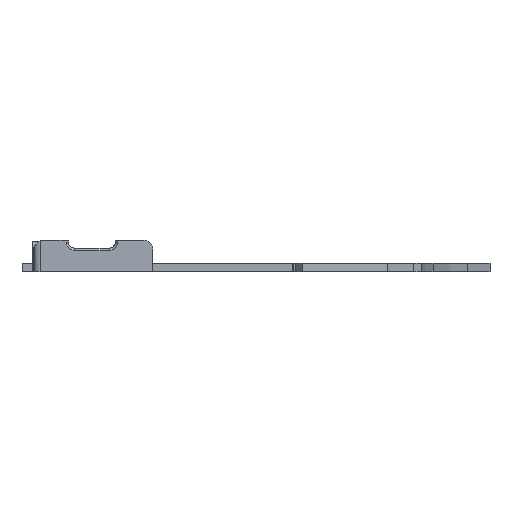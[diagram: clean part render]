
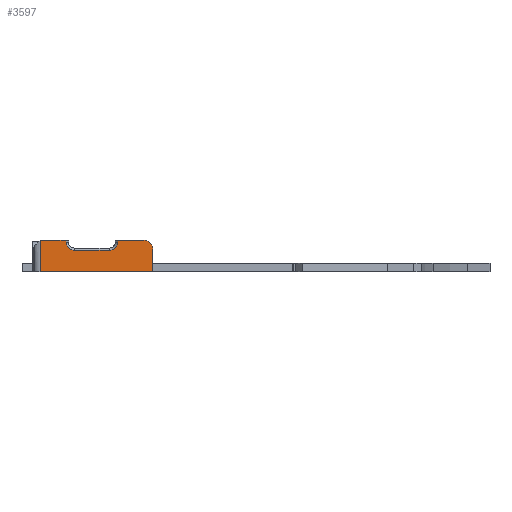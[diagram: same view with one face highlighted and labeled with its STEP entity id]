
A CAD part, left-side view. The second image highlights one B-rep face of the part: STEP entity #3597.
In plain terms, the highlighted planar face has unit normal (-1, 0, 0).
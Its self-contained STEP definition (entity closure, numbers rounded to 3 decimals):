
#840 = CARTESIAN_POINT ( 'NONE',  ( 28.638, -63.1, 2.11 ) ) ;
#854 = EDGE_CURVE ( 'NONE', #1626, #12684, #17527, .T. ) ;
#1123 = EDGE_CURVE ( 'NONE', #33330, #20351, #31675, .T. ) ;
#1175 = CARTESIAN_POINT ( 'NONE',  ( 28.638, -49.155, 4.117 ) ) ;
#1536 = AXIS2_PLACEMENT_3D ( 'NONE', #17173, #9569, #25299 ) ;
#1626 = VERTEX_POINT ( 'NONE', #840 ) ;
#2444 = DIRECTION ( 'NONE',  ( 0., 0., -1. ) ) ;
#2544 = CARTESIAN_POINT ( 'NONE',  ( 28.638, -49.155, 4.195 ) ) ;
#2548 = ORIENTED_EDGE ( 'NONE', *, *, #1123, .F. ) ;
#2570 = VECTOR ( 'NONE', #32810, 1000. ) ;
#2909 = ORIENTED_EDGE ( 'NONE', *, *, #5554, .T. ) ;
#3428 = ORIENTED_EDGE ( 'NONE', *, *, #24232, .F. ) ;
#3592 = DIRECTION ( 'NONE',  ( 0., 1., 0. ) ) ;
#3597 = ADVANCED_FACE ( 'NONE', ( #5727 ), #24213, .T. ) ;
#3788 = ORIENTED_EDGE ( 'NONE', *, *, #31005, .T. ) ;
#4193 = VERTEX_POINT ( 'NONE', #26501 ) ;
#4403 = LINE ( 'NONE', #9765, #21125 ) ;
#4647 = ORIENTED_EDGE ( 'NONE', *, *, #18988, .F. ) ;
#5361 = EDGE_CURVE ( 'NONE', #4193, #25897, #8910, .T. ) ;
#5554 = EDGE_CURVE ( 'NONE', #26216, #7455, #4403, .T. ) ;
#5727 = FACE_OUTER_BOUND ( 'NONE', #21590, .T. ) ;
#5745 = VECTOR ( 'NONE', #30984, 1000. ) ;
#5908 = DIRECTION ( 'NONE',  ( 0., -1., 0. ) ) ;
#6089 = LINE ( 'NONE', #30439, #26844 ) ;
#6143 = LINE ( 'NONE', #19420, #12428 ) ;
#6177 = EDGE_CURVE ( 'NONE', #33251, #19004, #25868, .T. ) ;
#6484 = CARTESIAN_POINT ( 'NONE',  ( 28.638, -71.9, -2. ) ) ;
#7455 = VERTEX_POINT ( 'NONE', #20224 ) ;
#8645 = EDGE_CURVE ( 'NONE', #12427, #1626, #10905, .T. ) ;
#8910 = LINE ( 'NONE', #6484, #25016 ) ;
#9552 = VECTOR ( 'NONE', #28796, 1000. ) ;
#9569 = DIRECTION ( 'NONE',  ( -1., 0., 0. ) ) ;
#9649 = CARTESIAN_POINT ( 'NONE',  ( 28.638, -54.4, 4.195 ) ) ;
#9765 = CARTESIAN_POINT ( 'NONE',  ( 28.638, -49.155, -2. ) ) ;
#10719 = DIRECTION ( 'NONE',  ( -1., 0., 0. ) ) ;
#10905 = LINE ( 'NONE', #11242, #16231 ) ;
#11093 = DIRECTION ( 'NONE',  ( -1., 0., 0. ) ) ;
#11242 = CARTESIAN_POINT ( 'NONE',  ( 28.638, -55.378, 2.11 ) ) ;
#11839 = VERTEX_POINT ( 'NONE', #18219 ) ;
#12208 = ORIENTED_EDGE ( 'NONE', *, *, #20874, .F. ) ;
#12427 = VERTEX_POINT ( 'NONE', #19834 ) ;
#12428 = VECTOR ( 'NONE', #14082, 1000. ) ;
#12684 = VERTEX_POINT ( 'NONE', #22226 ) ;
#12875 = ORIENTED_EDGE ( 'NONE', *, *, #17539, .T. ) ;
#14000 = EDGE_CURVE ( 'NONE', #20351, #11839, #6143, .T. ) ;
#14082 = DIRECTION ( 'NONE',  ( 0., 0., -1. ) ) ;
#14364 = DIRECTION ( 'NONE',  ( 0., 1., 0. ) ) ;
#14610 = CARTESIAN_POINT ( 'NONE',  ( 28.638, -64.8, 4.195 ) ) ;
#16231 = VECTOR ( 'NONE', #5908, 1000. ) ;
#16293 = CARTESIAN_POINT ( 'NONE',  ( 28.638, -70.1, 2.395 ) ) ;
#16935 = DIRECTION ( 'NONE',  ( 0., -1., 0. ) ) ;
#17173 = CARTESIAN_POINT ( 'NONE',  ( 28.638, -63.1, 3.81 ) ) ;
#17527 = CIRCLE ( 'NONE', #1536, 1.7 ) ;
#17539 = EDGE_CURVE ( 'NONE', #4193, #19004, #33856, .T. ) ;
#18219 = CARTESIAN_POINT ( 'NONE',  ( 28.638, -54.4, 3.81 ) ) ;
#18951 = AXIS2_PLACEMENT_3D ( 'NONE', #16293, #11093, #19037 ) ;
#18988 = EDGE_CURVE ( 'NONE', #11839, #12427, #26765, .T. ) ;
#19004 = VERTEX_POINT ( 'NONE', #24149 ) ;
#19037 = DIRECTION ( 'NONE',  ( 0., -1., 0. ) ) ;
#19420 = CARTESIAN_POINT ( 'NONE',  ( 28.638, -54.4, 1.655 ) ) ;
#19490 = LINE ( 'NONE', #32638, #2570 ) ;
#19834 = CARTESIAN_POINT ( 'NONE',  ( 28.638, -56.1, 2.11 ) ) ;
#20224 = CARTESIAN_POINT ( 'NONE',  ( 28.638, -49.155, -2.2 ) ) ;
#20351 = VERTEX_POINT ( 'NONE', #9649 ) ;
#20781 = LINE ( 'NONE', #28399, #5745 ) ;
#20874 = EDGE_CURVE ( 'NONE', #25897, #7455, #6089, .T. ) ;
#21125 = VECTOR ( 'NONE', #2444, 1000. ) ;
#21259 = DIRECTION ( 'NONE',  ( 0., 0., 1. ) ) ;
#21590 = EDGE_LOOP ( 'NONE', ( #2909, #12208, #30008, #12875, #21879, #3428, #25517, #28987, #4647, #25564, #2548, #3788 ) ) ;
#21879 = ORIENTED_EDGE ( 'NONE', *, *, #6177, .F. ) ;
#21891 = DIRECTION ( 'NONE',  ( -1., 0., 0. ) ) ;
#22039 = DIRECTION ( 'NONE',  ( 0., 0., -1. ) ) ;
#22105 = CARTESIAN_POINT ( 'NONE',  ( 28.638, -71.9, -2.2 ) ) ;
#22226 = CARTESIAN_POINT ( 'NONE',  ( 28.638, -64.8, 3.81 ) ) ;
#24149 = CARTESIAN_POINT ( 'NONE',  ( 28.638, -70.1, 4.195 ) ) ;
#24213 = PLANE ( 'NONE',  #29199 ) ;
#24232 = EDGE_CURVE ( 'NONE', #12684, #33251, #20781, .T. ) ;
#25016 = VECTOR ( 'NONE', #22039, 1000. ) ;
#25299 = DIRECTION ( 'NONE',  ( 0., 0., -1. ) ) ;
#25517 = ORIENTED_EDGE ( 'NONE', *, *, #854, .F. ) ;
#25564 = ORIENTED_EDGE ( 'NONE', *, *, #14000, .F. ) ;
#25620 = AXIS2_PLACEMENT_3D ( 'NONE', #26761, #21891, #3592 ) ;
#25868 = LINE ( 'NONE', #2544, #9552 ) ;
#25897 = VERTEX_POINT ( 'NONE', #22105 ) ;
#26216 = VERTEX_POINT ( 'NONE', #1175 ) ;
#26349 = CARTESIAN_POINT ( 'NONE',  ( 28.638, -49.269, 4.195 ) ) ;
#26501 = CARTESIAN_POINT ( 'NONE',  ( 28.638, -71.9, 2.395 ) ) ;
#26648 = CARTESIAN_POINT ( 'NONE',  ( 28.638, -71.9, -2. ) ) ;
#26682 = CARTESIAN_POINT ( 'NONE',  ( 28.638, -49.155, 4.195 ) ) ;
#26761 = CARTESIAN_POINT ( 'NONE',  ( 28.638, -56.1, 3.81 ) ) ;
#26765 = CIRCLE ( 'NONE', #25620, 1.7 ) ;
#26844 = VECTOR ( 'NONE', #14364, 1000. ) ;
#27271 = VECTOR ( 'NONE', #16935, 1000. ) ;
#28399 = CARTESIAN_POINT ( 'NONE',  ( 28.638, -64.8, 2.24 ) ) ;
#28796 = DIRECTION ( 'NONE',  ( 0., -1., 0. ) ) ;
#28987 = ORIENTED_EDGE ( 'NONE', *, *, #8645, .F. ) ;
#29199 = AXIS2_PLACEMENT_3D ( 'NONE', #26648, #10719, #21259 ) ;
#30008 = ORIENTED_EDGE ( 'NONE', *, *, #5361, .F. ) ;
#30439 = CARTESIAN_POINT ( 'NONE',  ( 28.638, -71.9, -2.2 ) ) ;
#30984 = DIRECTION ( 'NONE',  ( 0., 0., 1. ) ) ;
#31005 = EDGE_CURVE ( 'NONE', #33330, #26216, #19490, .T. ) ;
#31675 = LINE ( 'NONE', #26682, #27271 ) ;
#32638 = CARTESIAN_POINT ( 'NONE',  ( 28.638, -47.969, 3.309 ) ) ;
#32810 = DIRECTION ( 'NONE',  ( 0., 0.826, -0.563 ) ) ;
#33251 = VERTEX_POINT ( 'NONE', #14610 ) ;
#33330 = VERTEX_POINT ( 'NONE', #26349 ) ;
#33856 = CIRCLE ( 'NONE', #18951, 1.8 ) ;
